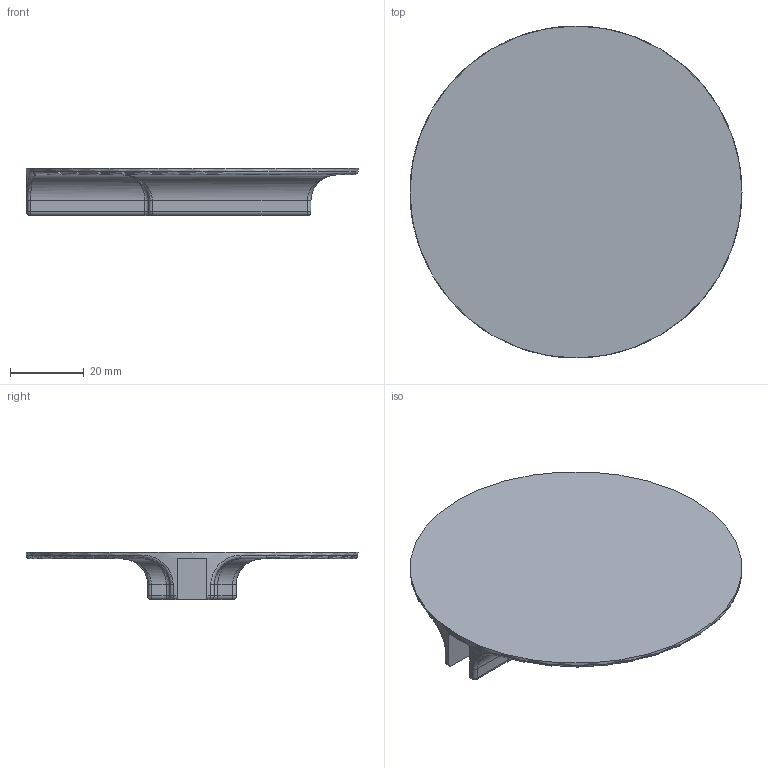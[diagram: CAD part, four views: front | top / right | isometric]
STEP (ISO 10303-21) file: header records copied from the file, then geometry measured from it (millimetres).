
FILE_DESCRIPTION(/* description */ (''),/* implementation_level */ '2;1');
FILE_NAME(/* name */ '18553dc9-686f-49bc-a0a8-c741cd9c571b.stp',/* time_stamp */ '2026-02-26T19:23:25Z',/* author */ (''),/* organization */ (''),/* preprocessor_version */ 'ST-DEVELOPER v20.1',/* originating_system */ 'Autodesk Translation Framework v14.24.0.0',/* authorisation */ '');
FILE_SCHEMA (('AUTOMOTIVE_DESIGN { 1 0 10303 214 3 1 1 }'));
Length unit declared in the file: millimetre
Products named in the file (3): baseMount; base v2; servoMountTest2 v3
Assembly tree (2 placements, depth 3):
  baseMount
    base v2
      servoMountTest2 v3
Bounding box: 90 x 90 x 12.75 mm (x, y, z)
Volume: 16651 mm3; surface area: 16648.9 mm2
Topology: 1 solids, 1 shells, 60 faces, 136 edges, 72 vertices
Faces by surface type: cylinder 23, plane 18, bspline 8, sphere 6, torus 5
Full cylindrical faces by diameter (mm): 90 x1
Entity records: 1970 total; most frequent: CARTESIAN_POINT 613, DIRECTION 287, ORIENTED_EDGE 260, EDGE_CURVE 130, AXIS2_PLACEMENT_3D 110, VERTEX_POINT 72, LINE 67, VECTOR 67
